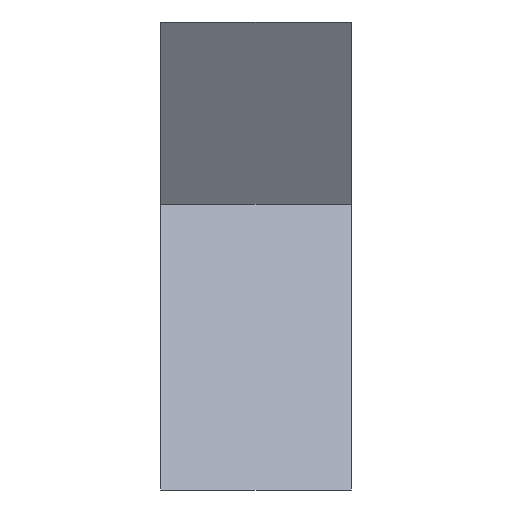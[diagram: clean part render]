
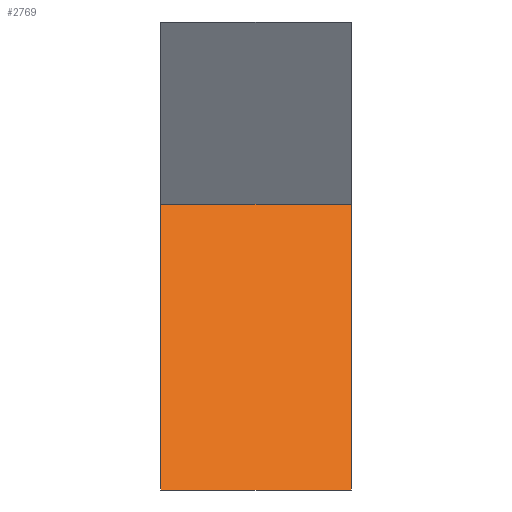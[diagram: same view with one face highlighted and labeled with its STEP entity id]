
A CAD part, front view. The second image highlights one B-rep face of the part: STEP entity #2769.
In plain terms, the highlighted planar face has unit normal (0, -0.866, 0.5).
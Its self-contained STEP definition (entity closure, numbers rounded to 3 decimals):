
#2706=CARTESIAN_POINT('',(0.,-3.204,2.085));
#2707=VERTEX_POINT('',#2706);
#2722=CARTESIAN_POINT('',(2.,-3.204,2.085));
#2723=VERTEX_POINT('',#2722);
#2730=CARTESIAN_POINT('',(2.,-3.204,2.085));
#2731=DIRECTION('',(-1.,0.,0.));
#2732=VECTOR('',#2731,2.);
#2733=LINE('',#2730,#2732);
#2734=EDGE_CURVE('',#2723,#2707,#2733,.T.);
#2739=CARTESIAN_POINT('',(2.,-2.338,3.585));
#2740=DIRECTION('',(0.,-0.866,0.5));
#2741=DIRECTION('',(0.,-0.5,-0.866));
#2742=AXIS2_PLACEMENT_3D('',#2739,#2740,#2741);
#2743=PLANE('',#2742);
#2744=CARTESIAN_POINT('',(0.,-1.472,5.085));
#2745=VERTEX_POINT('',#2744);
#2746=CARTESIAN_POINT('',(0.,-3.204,2.085));
#2747=DIRECTION('',(0.,0.5,0.866));
#2748=VECTOR('',#2747,3.464);
#2749=LINE('',#2746,#2748);
#2750=EDGE_CURVE('',#2707,#2745,#2749,.T.);
#2751=ORIENTED_EDGE('',*,*,#2750,.F.);
#2752=ORIENTED_EDGE('',*,*,#2734,.F.);
#2753=CARTESIAN_POINT('',(2.,-1.472,5.085));
#2754=VERTEX_POINT('',#2753);
#2755=CARTESIAN_POINT('',(2.,-3.204,2.085));
#2756=DIRECTION('',(0.,0.5,0.866));
#2757=VECTOR('',#2756,3.464);
#2758=LINE('',#2755,#2757);
#2759=EDGE_CURVE('',#2723,#2754,#2758,.T.);
#2760=ORIENTED_EDGE('',*,*,#2759,.T.);
#2761=CARTESIAN_POINT('',(2.,-1.472,5.085));
#2762=DIRECTION('',(-1.,0.,0.));
#2763=VECTOR('',#2762,2.);
#2764=LINE('',#2761,#2763);
#2765=EDGE_CURVE('',#2754,#2745,#2764,.T.);
#2766=ORIENTED_EDGE('',*,*,#2765,.T.);
#2767=EDGE_LOOP('',(#2751,#2752,#2760,#2766));
#2768=FACE_BOUND('',#2767,.T.);
#2769=ADVANCED_FACE('',(#2768),#2743,.T.);
